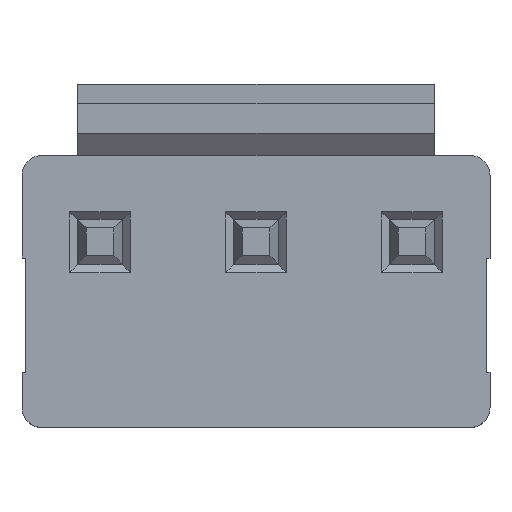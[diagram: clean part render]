
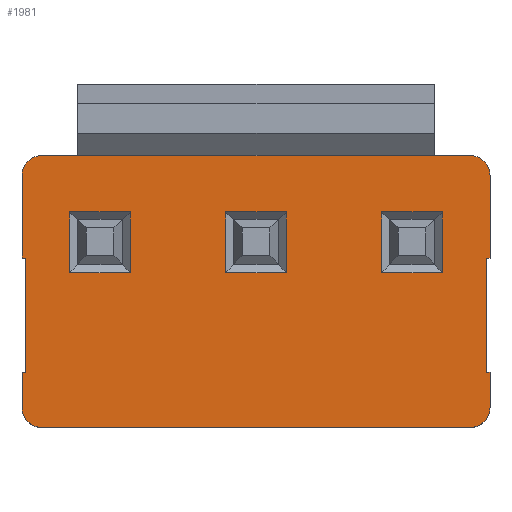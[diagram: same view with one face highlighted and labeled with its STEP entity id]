
A CAD part, top view. The second image highlights one B-rep face of the part: STEP entity #1981.
In plain terms, the highlighted planar face has unit normal (0, 0, 1).
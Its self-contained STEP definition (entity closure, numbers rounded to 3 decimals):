
#868=CARTESIAN_POINT('',(-30.56,-20.5,14.3));
#869=VERTEX_POINT('',#868);
#876=CARTESIAN_POINT('',(-41.44,-20.5,14.3));
#877=VERTEX_POINT('',#876);
#878=CARTESIAN_POINT('',(-30.56,-20.5,14.3));
#879=DIRECTION('',(-1.,0.,0.));
#880=VECTOR('',#879,10.88);
#881=LINE('',#878,#880);
#882=EDGE_CURVE('',#869,#877,#881,.T.);
#1218=CARTESIAN_POINT('',(-31.48,-13.6,14.3));
#1219=VERTEX_POINT('',#1218);
#1243=CARTESIAN_POINT('',(-30.56,-13.6,14.3));
#1244=VERTEX_POINT('',#1243);
#1245=CARTESIAN_POINT('',(-31.48,-13.6,14.3));
#1246=DIRECTION('',(1.,0.,0.));
#1247=VECTOR('',#1246,0.92);
#1248=LINE('',#1245,#1247);
#1249=EDGE_CURVE('',#1219,#1244,#1248,.T.);
#1731=CARTESIAN_POINT('',(-30.06,-20.,14.3));
#1732=VERTEX_POINT('',#1731);
#1739=CARTESIAN_POINT('',(-30.56,-20.,14.3));
#1740=DIRECTION('',(0.,-1.,0.));
#1741=DIRECTION('',(0.,-0.,1.));
#1742=AXIS2_PLACEMENT_3D('',#1739,#1741,#1740);
#1743=CIRCLE('',#1742,0.5);
#1744=EDGE_CURVE('',#869,#1732,#1743,.T.);
#1750=CARTESIAN_POINT('',(-36.,-17.05,14.3));
#1751=DIRECTION('',(-1.,0.,0.));
#1752=DIRECTION('',(0.,0.,1.));
#1753=AXIS2_PLACEMENT_3D('',#1750,#1752,#1751);
#1754=PLANE('',#1753);
#1755=CARTESIAN_POINT('',(-40.52,-13.6,14.3));
#1756=VERTEX_POINT('',#1755);
#1757=CARTESIAN_POINT('',(-40.52,-13.6,14.3));
#1758=DIRECTION('',(1.,0.,0.));
#1759=VECTOR('',#1758,9.04);
#1760=LINE('',#1757,#1759);
#1761=EDGE_CURVE('',#1756,#1219,#1760,.T.);
#1762=ORIENTED_EDGE('',*,*,#1761,.F.);
#1763=CARTESIAN_POINT('',(-41.44,-13.6,14.3));
#1764=VERTEX_POINT('',#1763);
#1765=CARTESIAN_POINT('',(-41.44,-13.6,14.3));
#1766=DIRECTION('',(1.,0.,0.));
#1767=VECTOR('',#1766,0.92);
#1768=LINE('',#1765,#1767);
#1769=EDGE_CURVE('',#1764,#1756,#1768,.T.);
#1770=ORIENTED_EDGE('',*,*,#1769,.F.);
#1771=CARTESIAN_POINT('',(-41.94,-14.1,14.3));
#1772=VERTEX_POINT('',#1771);
#1773=CARTESIAN_POINT('',(-41.44,-14.1,14.3));
#1774=DIRECTION('',(0.,1.,0.));
#1775=DIRECTION('',(0.,0.,1.));
#1776=AXIS2_PLACEMENT_3D('',#1773,#1775,#1774);
#1777=CIRCLE('',#1776,0.5);
#1778=EDGE_CURVE('',#1764,#1772,#1777,.T.);
#1779=ORIENTED_EDGE('',*,*,#1778,.T.);
#1780=CARTESIAN_POINT('',(-41.94,-16.2,14.3));
#1781=VERTEX_POINT('',#1780);
#1782=CARTESIAN_POINT('',(-41.94,-14.1,14.3));
#1783=DIRECTION('',(0.,-1.,0.));
#1784=VECTOR('',#1783,2.1);
#1785=LINE('',#1782,#1784);
#1786=EDGE_CURVE('',#1772,#1781,#1785,.T.);
#1787=ORIENTED_EDGE('',*,*,#1786,.T.);
#1788=CARTESIAN_POINT('',(-41.84,-16.2,14.3));
#1789=VERTEX_POINT('',#1788);
#1790=CARTESIAN_POINT('',(-41.94,-16.2,14.3));
#1791=DIRECTION('',(1.,0.,0.));
#1792=VECTOR('',#1791,0.1);
#1793=LINE('',#1790,#1792);
#1794=EDGE_CURVE('',#1781,#1789,#1793,.T.);
#1795=ORIENTED_EDGE('',*,*,#1794,.T.);
#1796=CARTESIAN_POINT('',(-41.84,-19.1,14.3));
#1797=VERTEX_POINT('',#1796);
#1798=CARTESIAN_POINT('',(-41.84,-16.2,14.3));
#1799=DIRECTION('',(0.,-1.,0.));
#1800=VECTOR('',#1799,2.9);
#1801=LINE('',#1798,#1800);
#1802=EDGE_CURVE('',#1789,#1797,#1801,.T.);
#1803=ORIENTED_EDGE('',*,*,#1802,.T.);
#1804=CARTESIAN_POINT('',(-41.94,-19.1,14.3));
#1805=VERTEX_POINT('',#1804);
#1806=CARTESIAN_POINT('',(-41.84,-19.1,14.3));
#1807=DIRECTION('',(-1.,0.,0.));
#1808=VECTOR('',#1807,0.1);
#1809=LINE('',#1806,#1808);
#1810=EDGE_CURVE('',#1797,#1805,#1809,.T.);
#1811=ORIENTED_EDGE('',*,*,#1810,.T.);
#1812=CARTESIAN_POINT('',(-41.94,-20.,14.3));
#1813=VERTEX_POINT('',#1812);
#1814=CARTESIAN_POINT('',(-41.94,-19.1,14.3));
#1815=DIRECTION('',(0.,-1.,0.));
#1816=VECTOR('',#1815,0.9);
#1817=LINE('',#1814,#1816);
#1818=EDGE_CURVE('',#1805,#1813,#1817,.T.);
#1819=ORIENTED_EDGE('',*,*,#1818,.T.);
#1820=CARTESIAN_POINT('',(-41.44,-20.,14.3));
#1821=DIRECTION('',(-1.,0.,0.));
#1822=DIRECTION('',(0.,0.,1.));
#1823=AXIS2_PLACEMENT_3D('',#1820,#1822,#1821);
#1824=CIRCLE('',#1823,0.5);
#1825=EDGE_CURVE('',#1813,#877,#1824,.T.);
#1826=ORIENTED_EDGE('',*,*,#1825,.T.);
#1827=ORIENTED_EDGE('',*,*,#882,.F.);
#1828=ORIENTED_EDGE('',*,*,#1744,.T.);
#1829=CARTESIAN_POINT('',(-30.06,-19.1,14.3));
#1830=VERTEX_POINT('',#1829);
#1831=CARTESIAN_POINT('',(-30.06,-20.,14.3));
#1832=DIRECTION('',(0.,1.,0.));
#1833=VECTOR('',#1832,0.9);
#1834=LINE('',#1831,#1833);
#1835=EDGE_CURVE('',#1732,#1830,#1834,.T.);
#1836=ORIENTED_EDGE('',*,*,#1835,.T.);
#1837=CARTESIAN_POINT('',(-30.16,-19.1,14.3));
#1838=VERTEX_POINT('',#1837);
#1839=CARTESIAN_POINT('',(-30.06,-19.1,14.3));
#1840=DIRECTION('',(-1.,0.,0.));
#1841=VECTOR('',#1840,0.1);
#1842=LINE('',#1839,#1841);
#1843=EDGE_CURVE('',#1830,#1838,#1842,.T.);
#1844=ORIENTED_EDGE('',*,*,#1843,.T.);
#1845=CARTESIAN_POINT('',(-30.16,-16.2,14.3));
#1846=VERTEX_POINT('',#1845);
#1847=CARTESIAN_POINT('',(-30.16,-19.1,14.3));
#1848=DIRECTION('',(0.,1.,0.));
#1849=VECTOR('',#1848,2.9);
#1850=LINE('',#1847,#1849);
#1851=EDGE_CURVE('',#1838,#1846,#1850,.T.);
#1852=ORIENTED_EDGE('',*,*,#1851,.T.);
#1853=CARTESIAN_POINT('',(-30.06,-16.2,14.3));
#1854=VERTEX_POINT('',#1853);
#1855=CARTESIAN_POINT('',(-30.16,-16.2,14.3));
#1856=DIRECTION('',(1.,0.,0.));
#1857=VECTOR('',#1856,0.1);
#1858=LINE('',#1855,#1857);
#1859=EDGE_CURVE('',#1846,#1854,#1858,.T.);
#1860=ORIENTED_EDGE('',*,*,#1859,.T.);
#1861=CARTESIAN_POINT('',(-30.06,-14.1,14.3));
#1862=VERTEX_POINT('',#1861);
#1863=CARTESIAN_POINT('',(-30.06,-16.2,14.3));
#1864=DIRECTION('',(0.,1.,0.));
#1865=VECTOR('',#1864,2.1);
#1866=LINE('',#1863,#1865);
#1867=EDGE_CURVE('',#1854,#1862,#1866,.T.);
#1868=ORIENTED_EDGE('',*,*,#1867,.T.);
#1869=CARTESIAN_POINT('',(-30.56,-14.1,14.3));
#1870=DIRECTION('',(1.,0.,0.));
#1871=DIRECTION('',(0.,0.,1.));
#1872=AXIS2_PLACEMENT_3D('',#1869,#1871,#1870);
#1873=CIRCLE('',#1872,0.5);
#1874=EDGE_CURVE('',#1862,#1244,#1873,.T.);
#1875=ORIENTED_EDGE('',*,*,#1874,.T.);
#1876=ORIENTED_EDGE('',*,*,#1249,.F.);
#1877=EDGE_LOOP('',(#1762,#1770,#1779,#1787,#1795,#1803,#1811,#1819,#1826,#1827,#1828,#1836,#1844,#1852,#1860,#1868,#1875,#1876));
#1878=FACE_OUTER_BOUND('',#1877,.T.);
#1879=CARTESIAN_POINT('',(-32.81,-15.03,14.3));
#1880=VERTEX_POINT('',#1879);
#1881=CARTESIAN_POINT('',(-31.27,-15.03,14.3));
#1882=VERTEX_POINT('',#1881);
#1883=CARTESIAN_POINT('',(-32.81,-15.03,14.3));
#1884=DIRECTION('',(1.,0.,0.));
#1885=VECTOR('',#1884,1.54);
#1886=LINE('',#1883,#1885);
#1887=EDGE_CURVE('',#1880,#1882,#1886,.T.);
#1888=ORIENTED_EDGE('',*,*,#1887,.T.);
#1889=CARTESIAN_POINT('',(-31.27,-16.57,14.3));
#1890=VERTEX_POINT('',#1889);
#1891=CARTESIAN_POINT('',(-31.27,-15.03,14.3));
#1892=DIRECTION('',(0.,-1.,0.));
#1893=VECTOR('',#1892,1.54);
#1894=LINE('',#1891,#1893);
#1895=EDGE_CURVE('',#1882,#1890,#1894,.T.);
#1896=ORIENTED_EDGE('',*,*,#1895,.T.);
#1897=CARTESIAN_POINT('',(-32.81,-16.57,14.3));
#1898=VERTEX_POINT('',#1897);
#1899=CARTESIAN_POINT('',(-31.27,-16.57,14.3));
#1900=DIRECTION('',(-1.,0.,0.));
#1901=VECTOR('',#1900,1.54);
#1902=LINE('',#1899,#1901);
#1903=EDGE_CURVE('',#1890,#1898,#1902,.T.);
#1904=ORIENTED_EDGE('',*,*,#1903,.T.);
#1905=CARTESIAN_POINT('',(-32.81,-16.57,14.3));
#1906=DIRECTION('',(0.,1.,0.));
#1907=VECTOR('',#1906,1.54);
#1908=LINE('',#1905,#1907);
#1909=EDGE_CURVE('',#1898,#1880,#1908,.T.);
#1910=ORIENTED_EDGE('',*,*,#1909,.T.);
#1911=EDGE_LOOP('',(#1888,#1896,#1904,#1910));
#1912=FACE_BOUND('',#1911,.T.);
#1913=CARTESIAN_POINT('',(-36.77,-15.03,14.3));
#1914=VERTEX_POINT('',#1913);
#1915=CARTESIAN_POINT('',(-35.23,-15.03,14.3));
#1916=VERTEX_POINT('',#1915);
#1917=CARTESIAN_POINT('',(-36.77,-15.03,14.3));
#1918=DIRECTION('',(1.,0.,0.));
#1919=VECTOR('',#1918,1.54);
#1920=LINE('',#1917,#1919);
#1921=EDGE_CURVE('',#1914,#1916,#1920,.T.);
#1922=ORIENTED_EDGE('',*,*,#1921,.T.);
#1923=CARTESIAN_POINT('',(-35.23,-16.57,14.3));
#1924=VERTEX_POINT('',#1923);
#1925=CARTESIAN_POINT('',(-35.23,-15.03,14.3));
#1926=DIRECTION('',(0.,-1.,0.));
#1927=VECTOR('',#1926,1.54);
#1928=LINE('',#1925,#1927);
#1929=EDGE_CURVE('',#1916,#1924,#1928,.T.);
#1930=ORIENTED_EDGE('',*,*,#1929,.T.);
#1931=CARTESIAN_POINT('',(-36.77,-16.57,14.3));
#1932=VERTEX_POINT('',#1931);
#1933=CARTESIAN_POINT('',(-35.23,-16.57,14.3));
#1934=DIRECTION('',(-1.,0.,0.));
#1935=VECTOR('',#1934,1.54);
#1936=LINE('',#1933,#1935);
#1937=EDGE_CURVE('',#1924,#1932,#1936,.T.);
#1938=ORIENTED_EDGE('',*,*,#1937,.T.);
#1939=CARTESIAN_POINT('',(-36.77,-16.57,14.3));
#1940=DIRECTION('',(0.,1.,0.));
#1941=VECTOR('',#1940,1.54);
#1942=LINE('',#1939,#1941);
#1943=EDGE_CURVE('',#1932,#1914,#1942,.T.);
#1944=ORIENTED_EDGE('',*,*,#1943,.T.);
#1945=EDGE_LOOP('',(#1922,#1930,#1938,#1944));
#1946=FACE_BOUND('',#1945,.T.);
#1947=CARTESIAN_POINT('',(-40.73,-15.03,14.3));
#1948=VERTEX_POINT('',#1947);
#1949=CARTESIAN_POINT('',(-39.19,-15.03,14.3));
#1950=VERTEX_POINT('',#1949);
#1951=CARTESIAN_POINT('',(-40.73,-15.03,14.3));
#1952=DIRECTION('',(1.,0.,0.));
#1953=VECTOR('',#1952,1.54);
#1954=LINE('',#1951,#1953);
#1955=EDGE_CURVE('',#1948,#1950,#1954,.T.);
#1956=ORIENTED_EDGE('',*,*,#1955,.T.);
#1957=CARTESIAN_POINT('',(-39.19,-16.57,14.3));
#1958=VERTEX_POINT('',#1957);
#1959=CARTESIAN_POINT('',(-39.19,-15.03,14.3));
#1960=DIRECTION('',(0.,-1.,0.));
#1961=VECTOR('',#1960,1.54);
#1962=LINE('',#1959,#1961);
#1963=EDGE_CURVE('',#1950,#1958,#1962,.T.);
#1964=ORIENTED_EDGE('',*,*,#1963,.T.);
#1965=CARTESIAN_POINT('',(-40.73,-16.57,14.3));
#1966=VERTEX_POINT('',#1965);
#1967=CARTESIAN_POINT('',(-39.19,-16.57,14.3));
#1968=DIRECTION('',(-1.,0.,0.));
#1969=VECTOR('',#1968,1.54);
#1970=LINE('',#1967,#1969);
#1971=EDGE_CURVE('',#1958,#1966,#1970,.T.);
#1972=ORIENTED_EDGE('',*,*,#1971,.T.);
#1973=CARTESIAN_POINT('',(-40.73,-16.57,14.3));
#1974=DIRECTION('',(0.,1.,0.));
#1975=VECTOR('',#1974,1.54);
#1976=LINE('',#1973,#1975);
#1977=EDGE_CURVE('',#1966,#1948,#1976,.T.);
#1978=ORIENTED_EDGE('',*,*,#1977,.T.);
#1979=EDGE_LOOP('',(#1956,#1964,#1972,#1978));
#1980=FACE_BOUND('',#1979,.T.);
#1981=ADVANCED_FACE('',(#1878,#1912,#1946,#1980),#1754,.T.);
